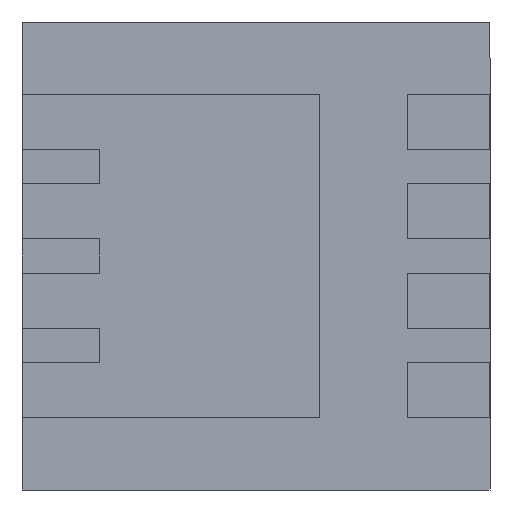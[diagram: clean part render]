
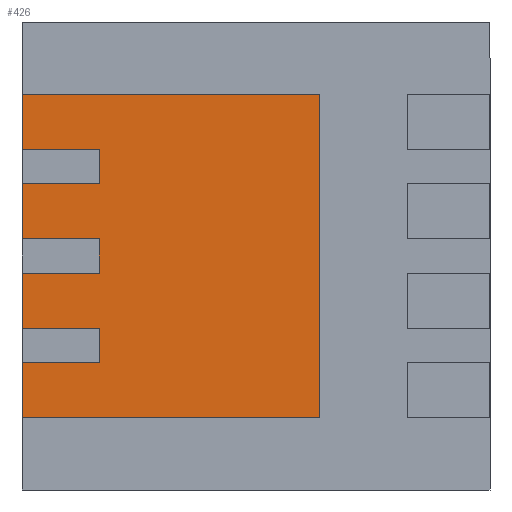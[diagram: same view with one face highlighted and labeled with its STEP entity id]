
A CAD part, front view. The second image highlights one B-rep face of the part: STEP entity #426.
In plain terms, the highlighted planar face has unit normal (0, -1, 0).
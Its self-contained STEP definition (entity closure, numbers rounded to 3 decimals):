
#108 = DIRECTION ( 'NONE',  ( 1., 0., 0. ) ) ;
#124 = VECTOR ( 'NONE', #3973, 1000. ) ;
#147 = LINE ( 'NONE', #1196, #240 ) ;
#223 = CARTESIAN_POINT ( 'NONE',  ( -1.7, 0., -0.525 ) ) ;
#224 = VECTOR ( 'NONE', #1871, 1000. ) ;
#233 = EDGE_CURVE ( 'NONE', #2255, #760, #2956, .T. ) ;
#240 = VECTOR ( 'NONE', #4021, 1000. ) ;
#280 = VECTOR ( 'NONE', #617, 1000. ) ;
#288 = DIRECTION ( 'NONE',  ( 0., 0., 1. ) ) ;
#294 = EDGE_CURVE ( 'NONE', #2880, #2381, #3125, .T. ) ;
#318 = DIRECTION ( 'NONE',  ( 0., 0., -1. ) ) ;
#368 = LINE ( 'NONE', #655, #3897 ) ;
#388 = CARTESIAN_POINT ( 'NONE',  ( -1.14, 0., -0.125 ) ) ;
#406 = CARTESIAN_POINT ( 'NONE',  ( -1.14, 0., 0.525 ) ) ;
#420 = VECTOR ( 'NONE', #318, 1000. ) ;
#421 = CARTESIAN_POINT ( 'NONE',  ( 0., 0., 0. ) ) ;
#426 = ADVANCED_FACE ( 'NONE', ( #3714 ), #2334, .F. ) ;
#455 = EDGE_CURVE ( 'NONE', #3143, #2255, #1478, .T. ) ;
#474 = VERTEX_POINT ( 'NONE', #3301 ) ;
#479 = EDGE_CURVE ( 'NONE', #1236, #2260, #2542, .T. ) ;
#513 = VERTEX_POINT ( 'NONE', #2792 ) ;
#515 = LINE ( 'NONE', #1470, #2070 ) ;
#600 = ORIENTED_EDGE ( 'NONE', *, *, #883, .F. ) ;
#617 = DIRECTION ( 'NONE',  ( -1., 0., 0. ) ) ;
#625 = CARTESIAN_POINT ( 'NONE',  ( -1.14, 0., -0.775 ) ) ;
#626 = CARTESIAN_POINT ( 'NONE',  ( -1.14, 0., 0.125 ) ) ;
#655 = CARTESIAN_POINT ( 'NONE',  ( -1.14, 0., -0.525 ) ) ;
#672 = CARTESIAN_POINT ( 'NONE',  ( 0.46, 0., 1.175 ) ) ;
#760 = VERTEX_POINT ( 'NONE', #2127 ) ;
#801 = EDGE_CURVE ( 'NONE', #3377, #1236, #515, .T. ) ;
#809 = DIRECTION ( 'NONE',  ( 0., 0., 1. ) ) ;
#812 = VECTOR ( 'NONE', #108, 1000. ) ;
#840 = ORIENTED_EDGE ( 'NONE', *, *, #2731, .F. ) ;
#883 = EDGE_CURVE ( 'NONE', #1254, #3385, #2177, .T. ) ;
#959 = LINE ( 'NONE', #1710, #124 ) ;
#990 = ORIENTED_EDGE ( 'NONE', *, *, #1094, .F. ) ;
#1033 = CARTESIAN_POINT ( 'NONE',  ( -1.7, 0., -0.525 ) ) ;
#1053 = VECTOR ( 'NONE', #2775, 1000. ) ;
#1094 = EDGE_CURVE ( 'NONE', #2791, #1862, #1612, .T. ) ;
#1136 = DIRECTION ( 'NONE',  ( 0., 0., 1. ) ) ;
#1196 = CARTESIAN_POINT ( 'NONE',  ( -1.14, 0., -0.775 ) ) ;
#1236 = VERTEX_POINT ( 'NONE', #1501 ) ;
#1254 = VERTEX_POINT ( 'NONE', #3494 ) ;
#1432 = VECTOR ( 'NONE', #3388, 1000. ) ;
#1445 = CARTESIAN_POINT ( 'NONE',  ( -1.7, 0., 0. ) ) ;
#1470 = CARTESIAN_POINT ( 'NONE',  ( -1.7, 0., -0.125 ) ) ;
#1478 = LINE ( 'NONE', #2655, #812 ) ;
#1487 = VECTOR ( 'NONE', #3451, 1000. ) ;
#1501 = CARTESIAN_POINT ( 'NONE',  ( -1.14, 0., -0.125 ) ) ;
#1503 = ORIENTED_EDGE ( 'NONE', *, *, #3902, .F. ) ;
#1516 = ORIENTED_EDGE ( 'NONE', *, *, #4093, .F. ) ;
#1566 = ORIENTED_EDGE ( 'NONE', *, *, #2160, .F. ) ;
#1596 = CARTESIAN_POINT ( 'NONE',  ( 0.46, 0., 1.175 ) ) ;
#1612 = LINE ( 'NONE', #2431, #1053 ) ;
#1679 = DIRECTION ( 'NONE',  ( 0., 1., 0. ) ) ;
#1710 = CARTESIAN_POINT ( 'NONE',  ( -1.14, 0., 0.775 ) ) ;
#1770 = LINE ( 'NONE', #2292, #2903 ) ;
#1806 = CARTESIAN_POINT ( 'NONE',  ( -1.7, 0., 0.775 ) ) ;
#1823 = ORIENTED_EDGE ( 'NONE', *, *, #2042, .F. ) ;
#1862 = VERTEX_POINT ( 'NONE', #625 ) ;
#1871 = DIRECTION ( 'NONE',  ( 0., 0., 1. ) ) ;
#1872 = ORIENTED_EDGE ( 'NONE', *, *, #2700, .F. ) ;
#1914 = CARTESIAN_POINT ( 'NONE',  ( -1.7, 0., -0.775 ) ) ;
#1917 = VERTEX_POINT ( 'NONE', #1033 ) ;
#1936 = CARTESIAN_POINT ( 'NONE',  ( -1.7, 0., 1.175 ) ) ;
#2018 = VECTOR ( 'NONE', #809, 1000. ) ;
#2042 = EDGE_CURVE ( 'NONE', #760, #1254, #959, .T. ) ;
#2070 = VECTOR ( 'NONE', #3741, 1000. ) ;
#2080 = LINE ( 'NONE', #626, #280 ) ;
#2127 = CARTESIAN_POINT ( 'NONE',  ( -1.14, 0., 0.775 ) ) ;
#2160 = EDGE_CURVE ( 'NONE', #3385, #2945, #1770, .T. ) ;
#2177 = LINE ( 'NONE', #1806, #3847 ) ;
#2255 = VERTEX_POINT ( 'NONE', #406 ) ;
#2260 = VERTEX_POINT ( 'NONE', #3995 ) ;
#2292 = CARTESIAN_POINT ( 'NONE',  ( -1.7, 0., 1.175 ) ) ;
#2334 = PLANE ( 'NONE',  #3496 ) ;
#2381 = VERTEX_POINT ( 'NONE', #4055 ) ;
#2396 = CARTESIAN_POINT ( 'NONE',  ( 0.46, 0., -1.175 ) ) ;
#2423 = ORIENTED_EDGE ( 'NONE', *, *, #233, .F. ) ;
#2431 = CARTESIAN_POINT ( 'NONE',  ( 0., 0., -0.775 ) ) ;
#2482 = ORIENTED_EDGE ( 'NONE', *, *, #479, .F. ) ;
#2542 = LINE ( 'NONE', #388, #2018 ) ;
#2558 = LINE ( 'NONE', #3570, #3080 ) ;
#2566 = ORIENTED_EDGE ( 'NONE', *, *, #455, .F. ) ;
#2630 = CARTESIAN_POINT ( 'NONE',  ( 0.46, 0., -1.175 ) ) ;
#2648 = DIRECTION ( 'NONE',  ( 0., 0., 1. ) ) ;
#2655 = CARTESIAN_POINT ( 'NONE',  ( -1.7, 0., 0.525 ) ) ;
#2700 = EDGE_CURVE ( 'NONE', #2260, #513, #2080, .T. ) ;
#2731 = EDGE_CURVE ( 'NONE', #474, #1917, #368, .T. ) ;
#2758 = EDGE_CURVE ( 'NONE', #2945, #2880, #3417, .T. ) ;
#2775 = DIRECTION ( 'NONE',  ( 1., 0., 0. ) ) ;
#2791 = VERTEX_POINT ( 'NONE', #1914 ) ;
#2792 = CARTESIAN_POINT ( 'NONE',  ( -1.7, 0., 0.125 ) ) ;
#2796 = CARTESIAN_POINT ( 'NONE',  ( -1.7, 0., 0.525 ) ) ;
#2880 = VERTEX_POINT ( 'NONE', #2630 ) ;
#2903 = VECTOR ( 'NONE', #3919, 1000. ) ;
#2945 = VERTEX_POINT ( 'NONE', #672 ) ;
#2956 = LINE ( 'NONE', #3199, #3311 ) ;
#2976 = DIRECTION ( 'NONE',  ( 0., 0., 1. ) ) ;
#3080 = VECTOR ( 'NONE', #2648, 1000. ) ;
#3100 = EDGE_CURVE ( 'NONE', #1862, #474, #147, .T. ) ;
#3125 = LINE ( 'NONE', #2396, #1432 ) ;
#3133 = ORIENTED_EDGE ( 'NONE', *, *, #2758, .F. ) ;
#3143 = VERTEX_POINT ( 'NONE', #2796 ) ;
#3199 = CARTESIAN_POINT ( 'NONE',  ( -1.14, 0., 0.525 ) ) ;
#3233 = DIRECTION ( 'NONE',  ( -1., 0., 0. ) ) ;
#3238 = ORIENTED_EDGE ( 'NONE', *, *, #801, .F. ) ;
#3301 = CARTESIAN_POINT ( 'NONE',  ( -1.14, 0., -0.525 ) ) ;
#3311 = VECTOR ( 'NONE', #288, 1000. ) ;
#3377 = VERTEX_POINT ( 'NONE', #3510 ) ;
#3385 = VERTEX_POINT ( 'NONE', #1936 ) ;
#3388 = DIRECTION ( 'NONE',  ( -1., 0., 0. ) ) ;
#3397 = ORIENTED_EDGE ( 'NONE', *, *, #294, .F. ) ;
#3417 = LINE ( 'NONE', #1596, #420 ) ;
#3451 = DIRECTION ( 'NONE',  ( 0., 0., 1. ) ) ;
#3494 = CARTESIAN_POINT ( 'NONE',  ( -1.7, 0., 0.775 ) ) ;
#3496 = AXIS2_PLACEMENT_3D ( 'NONE', #421, #1679, #2976 ) ;
#3510 = CARTESIAN_POINT ( 'NONE',  ( -1.7, 0., -0.125 ) ) ;
#3570 = CARTESIAN_POINT ( 'NONE',  ( -1.7, 0., 0.125 ) ) ;
#3583 = EDGE_CURVE ( 'NONE', #513, #3143, #2558, .T. ) ;
#3714 = FACE_OUTER_BOUND ( 'NONE', #4068, .T. ) ;
#3741 = DIRECTION ( 'NONE',  ( 1., 0., 0. ) ) ;
#3776 = ORIENTED_EDGE ( 'NONE', *, *, #3583, .F. ) ;
#3812 = LINE ( 'NONE', #223, #224 ) ;
#3847 = VECTOR ( 'NONE', #1136, 1000. ) ;
#3897 = VECTOR ( 'NONE', #3233, 1000. ) ;
#3902 = EDGE_CURVE ( 'NONE', #2381, #2791, #3948, .T. ) ;
#3919 = DIRECTION ( 'NONE',  ( 1., 0., 0. ) ) ;
#3948 = LINE ( 'NONE', #1445, #1487 ) ;
#3965 = ORIENTED_EDGE ( 'NONE', *, *, #3100, .F. ) ;
#3973 = DIRECTION ( 'NONE',  ( -1., 0., 0. ) ) ;
#3995 = CARTESIAN_POINT ( 'NONE',  ( -1.14, 0., 0.125 ) ) ;
#4021 = DIRECTION ( 'NONE',  ( 0., 0., 1. ) ) ;
#4055 = CARTESIAN_POINT ( 'NONE',  ( -1.7, 0., -1.175 ) ) ;
#4068 = EDGE_LOOP ( 'NONE', ( #1503, #3397, #3133, #1566, #600, #1823, #2423, #2566, #3776, #1872, #2482, #3238, #1516, #840, #3965, #990 ) ) ;
#4093 = EDGE_CURVE ( 'NONE', #1917, #3377, #3812, .T. ) ;
